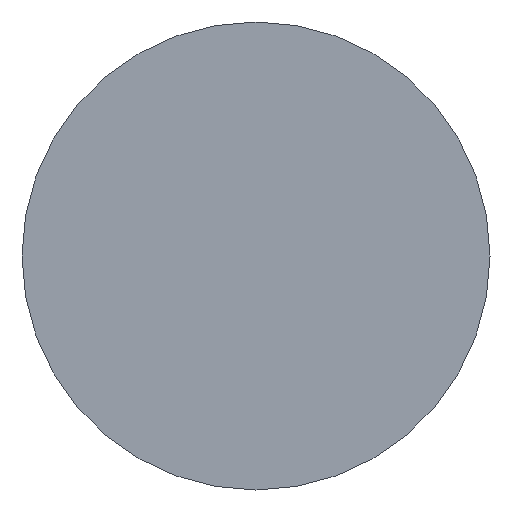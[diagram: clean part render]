
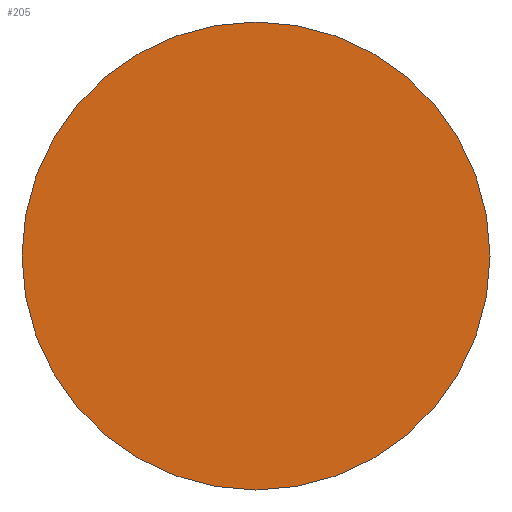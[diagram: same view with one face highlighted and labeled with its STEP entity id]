
A CAD part, front view. The second image highlights one B-rep face of the part: STEP entity #205.
In plain terms, the highlighted planar face has unit normal (0, -1, 0).
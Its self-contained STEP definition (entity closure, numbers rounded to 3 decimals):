
#22=PLANE('',#259);
#47=FACE_OUTER_BOUND('',#60,.T.);
#60=EDGE_LOOP('',(#192,#193));
#83=CIRCLE('',#257,5.);
#84=CIRCLE('',#258,5.);
#105=VERTEX_POINT('',#418);
#106=VERTEX_POINT('',#419);
#133=EDGE_CURVE('',#105,#106,#83,.T.);
#134=EDGE_CURVE('',#106,#105,#84,.T.);
#192=ORIENTED_EDGE('',*,*,#133,.T.);
#193=ORIENTED_EDGE('',*,*,#134,.T.);
#205=ADVANCED_FACE('',(#47),#22,.T.);
#257=AXIS2_PLACEMENT_3D('',#420,#328,#329);
#258=AXIS2_PLACEMENT_3D('',#421,#330,#331);
#259=AXIS2_PLACEMENT_3D('',#423,#333,#334);
#328=DIRECTION('center_axis',(0.,-1.,0.));
#329=DIRECTION('ref_axis',(1.,0.,0.));
#330=DIRECTION('center_axis',(0.,-1.,0.));
#331=DIRECTION('ref_axis',(1.,0.,0.));
#333=DIRECTION('center_axis',(0.,-1.,0.));
#334=DIRECTION('ref_axis',(0.,0.,-1.));
#418=CARTESIAN_POINT('',(5.,0.,0.));
#419=CARTESIAN_POINT('',(-5.,0.,0.));
#420=CARTESIAN_POINT('Origin',(0.,0.,0.));
#421=CARTESIAN_POINT('Origin',(0.,0.,0.));
#423=CARTESIAN_POINT('Origin',(0.,0.,0.));
